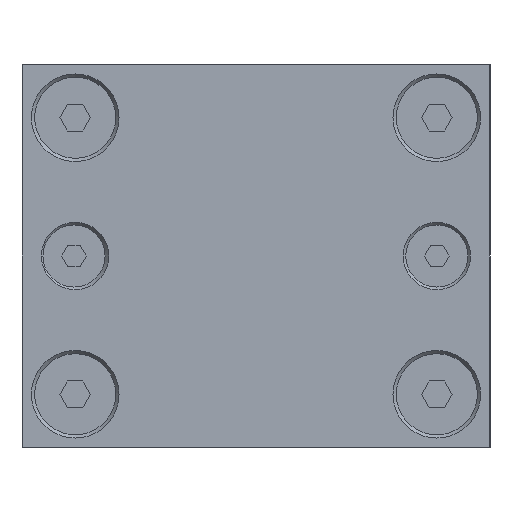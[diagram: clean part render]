
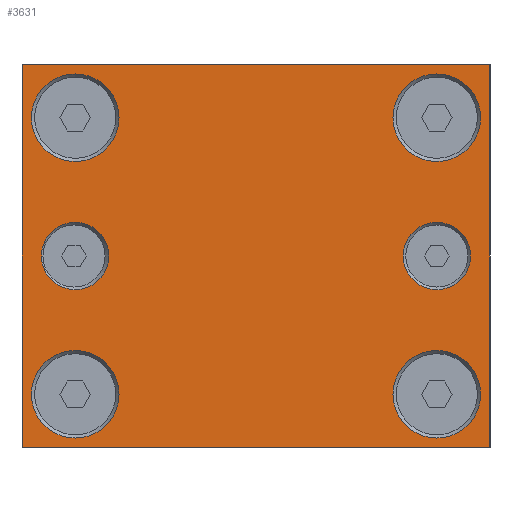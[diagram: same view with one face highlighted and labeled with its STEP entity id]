
A CAD part, front view. The second image highlights one B-rep face of the part: STEP entity #3631.
In plain terms, the highlighted planar face has unit normal (0, -1, 0).
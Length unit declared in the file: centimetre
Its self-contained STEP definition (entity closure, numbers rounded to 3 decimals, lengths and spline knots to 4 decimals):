
#900=FACE_BOUND('',#1255,.T.);
#901=FACE_BOUND('',#1256,.T.);
#902=FACE_BOUND('',#1257,.T.);
#903=FACE_BOUND('',#1258,.T.);
#904=FACE_BOUND('',#1259,.T.);
#905=FACE_BOUND('',#1260,.T.);
#1001=FACE_OUTER_BOUND('',#1254,.T.);
#1254=EDGE_LOOP('',(#2590,#2591,#2592,#2593));
#1255=EDGE_LOOP('',(#2594));
#1256=EDGE_LOOP('',(#2595));
#1257=EDGE_LOOP('',(#2596));
#1258=EDGE_LOOP('',(#2597));
#1259=EDGE_LOOP('',(#2598));
#1260=EDGE_LOOP('',(#2599));
#1546=VERTEX_POINT('',#24904);
#1549=VERTEX_POINT('',#24914);
#1553=VERTEX_POINT('',#24926);
#1556=VERTEX_POINT('',#24934);
#1559=VERTEX_POINT('',#24942);
#1562=VERTEX_POINT('',#24950);
#1567=VERTEX_POINT('',#24970);
#1568=VERTEX_POINT('',#24971);
#1571=VERTEX_POINT('',#24979);
#1573=VERTEX_POINT('',#24985);
#1914=EDGE_CURVE('',#1546,#1546,#12983,.T.);
#1919=EDGE_CURVE('',#1549,#1549,#12986,.T.);
#1925=EDGE_CURVE('',#1553,#1553,#12990,.T.);
#1929=EDGE_CURVE('',#1556,#1556,#12993,.T.);
#1933=EDGE_CURVE('',#1559,#1559,#12996,.T.);
#1937=EDGE_CURVE('',#1562,#1562,#12999,.T.);
#1946=EDGE_CURVE('',#1567,#1568,#5742,.T.);
#1950=EDGE_CURVE('',#1568,#1571,#5746,.T.);
#1953=EDGE_CURVE('',#1571,#1573,#5749,.T.);
#1956=EDGE_CURVE('',#1573,#1567,#5752,.T.);
#2590=ORIENTED_EDGE('',*,*,#1946,.F.);
#2591=ORIENTED_EDGE('',*,*,#1956,.F.);
#2592=ORIENTED_EDGE('',*,*,#1953,.F.);
#2593=ORIENTED_EDGE('',*,*,#1950,.F.);
#2594=ORIENTED_EDGE('',*,*,#1914,.T.);
#2595=ORIENTED_EDGE('',*,*,#1919,.T.);
#2596=ORIENTED_EDGE('',*,*,#1925,.T.);
#2597=ORIENTED_EDGE('',*,*,#1929,.T.);
#2598=ORIENTED_EDGE('',*,*,#1933,.T.);
#2599=ORIENTED_EDGE('',*,*,#1937,.T.);
#3453=PLANE('',#13534);
#3631=ADVANCED_FACE('',(#1001,#900,#901,#902,#903,#904,#905),#3453,.T.);
#5742=LINE('',#24972,#7954);
#5746=LINE('',#24980,#7958);
#5749=LINE('',#24986,#7961);
#5752=LINE('',#24991,#7964);
#7954=VECTOR('',#16749,1.);
#7958=VECTOR('',#16755,1.);
#7961=VECTOR('',#16760,1.);
#7964=VECTOR('',#16765,1.);
#12983=CIRCLE('',#13497,0.1981);
#12986=CIRCLE('',#13502,0.1981);
#12990=CIRCLE('',#13508,0.2575);
#12993=CIRCLE('',#13512,0.2575);
#12996=CIRCLE('',#13516,0.2575);
#12999=CIRCLE('',#13520,0.2575);
#13497=AXIS2_PLACEMENT_3D('',#24906,#16672,#16673);
#13502=AXIS2_PLACEMENT_3D('',#24916,#16684,#16685);
#13508=AXIS2_PLACEMENT_3D('',#24928,#16698,#16699);
#13512=AXIS2_PLACEMENT_3D('',#24936,#16707,#16708);
#13516=AXIS2_PLACEMENT_3D('',#24944,#16716,#16717);
#13520=AXIS2_PLACEMENT_3D('',#24952,#16725,#16726);
#13534=AXIS2_PLACEMENT_3D('',#24994,#16769,#16770);
#16672=DIRECTION('center_axis',(0.,1.,0.));
#16673=DIRECTION('ref_axis',(0.,0.,
-1.));
#16684=DIRECTION('center_axis',(0.,1.,0.));
#16685=DIRECTION('ref_axis',(0.,0.,
-1.));
#16698=DIRECTION('center_axis',(0.,1.,0.));
#16699=DIRECTION('ref_axis',(0.,0.,
-1.));
#16707=DIRECTION('center_axis',(0.,1.,0.));
#16708=DIRECTION('ref_axis',(0.,0.,
-1.));
#16716=DIRECTION('center_axis',(0.,1.,0.));
#16717=DIRECTION('ref_axis',(0.,0.,
-1.));
#16725=DIRECTION('center_axis',(0.,1.,0.));
#16726=DIRECTION('ref_axis',(0.,0.,
-1.));
#16749=DIRECTION('',(1.,0.,0.));
#16755=DIRECTION('',(0.,0.,-1.));
#16760=DIRECTION('',(-1.,0.,0.));
#16765=DIRECTION('',(0.,0.,1.));
#16769=DIRECTION('center_axis',(0.,-1.,0.));
#16770=DIRECTION('ref_axis',(0.,0.,
1.));
#24904=CARTESIAN_POINT('',(0.3125,0.,1.3231));
#24906=CARTESIAN_POINT('Origin',(0.3125,0.,1.125));
#24914=CARTESIAN_POINT('',(2.4375,0.,1.3231));
#24916=CARTESIAN_POINT('Origin',(2.4375,0.,1.125));
#24926=CARTESIAN_POINT('',(0.3125,0.,0.57));
#24928=CARTESIAN_POINT('Origin',(0.3125,0.,0.3125));
#24934=CARTESIAN_POINT('',(0.3125,0.,2.195));
#24936=CARTESIAN_POINT('Origin',(0.3125,0.,1.9375));
#24942=CARTESIAN_POINT('',(2.4375,0.,2.195));
#24944=CARTESIAN_POINT('Origin',(2.4375,0.,1.9375));
#24950=CARTESIAN_POINT('',(2.4375,0.,0.57));
#24952=CARTESIAN_POINT('Origin',(2.4375,0.,0.3125));
#24970=CARTESIAN_POINT('',(0.,0.,2.25));
#24971=CARTESIAN_POINT('',(2.75,0.,2.25));
#24972=CARTESIAN_POINT('',(0.,0.,2.25));
#24979=CARTESIAN_POINT('',(2.75,0.,0.));
#24980=CARTESIAN_POINT('',(2.75,0.,2.25));
#24985=CARTESIAN_POINT('',(0.,0.,0.));
#24986=CARTESIAN_POINT('',(2.75,0.,0.));
#24991=CARTESIAN_POINT('',(0.,0.,0.));
#24994=CARTESIAN_POINT('Origin',(0.,0.,2.25));
